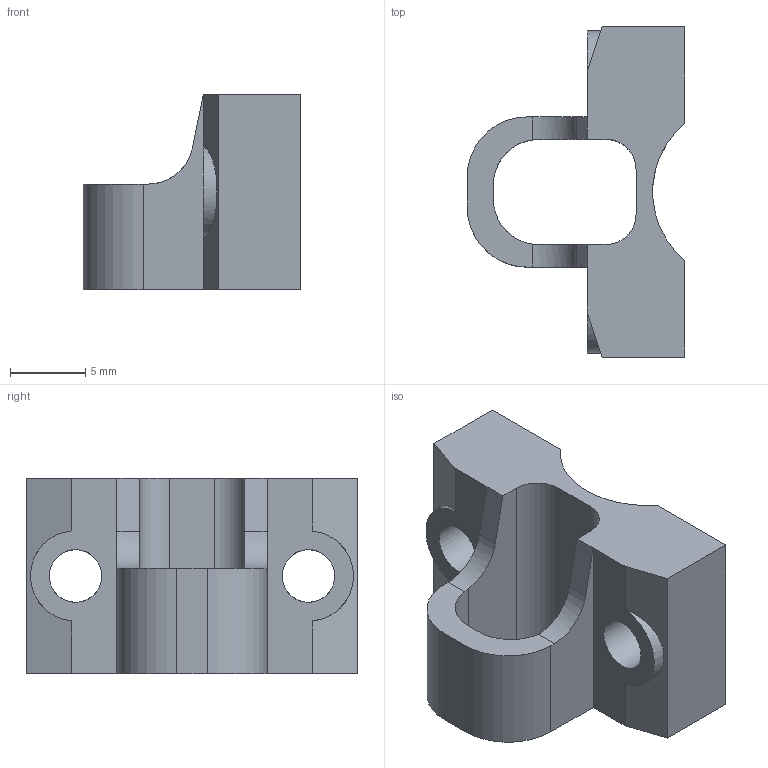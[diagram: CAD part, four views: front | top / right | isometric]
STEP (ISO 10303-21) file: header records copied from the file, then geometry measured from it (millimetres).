
FILE_DESCRIPTION(/* description */ (''),/* implementation_level */ '2;1');
FILE_NAME(/* name */ 'sensor_clamp.step',/* time_stamp */ '2016-03-01T13:46:27+01:00',/* author */ (''),/* organization */ (''),/* preprocessor_version */ 'ST-DEVELOPER v16.2',/* originating_system */ 'Autodesk Translation Framework v4.3.0.3010',/* authorisation */ '');
FILE_SCHEMA (('AUTOMOTIVE_DESIGN { 1 0 10303 214 3 1 1 }'));
Length unit declared in the file: centimetre
Products named in the file (1): sensor_clamp v3
Bounding box: 14.5 x 22 x 13 mm (x, y, z)
Volume: 1502.2 mm3; surface area: 1459 mm2
Topology: 1 solids, 1 shells, 33 faces, 96 edges, 64 vertices
Faces by surface type: plane 20, cylinder 13
Full cylindrical faces by diameter (mm): 3.5 x2
Entity records: 1113 total; most frequent: CARTESIAN_POINT 194, ORIENTED_EDGE 184, DIRECTION 184, EDGE_CURVE 92, LINE 64, VECTOR 64, VERTEX_POINT 62, AXIS2_PLACEMENT_3D 60
